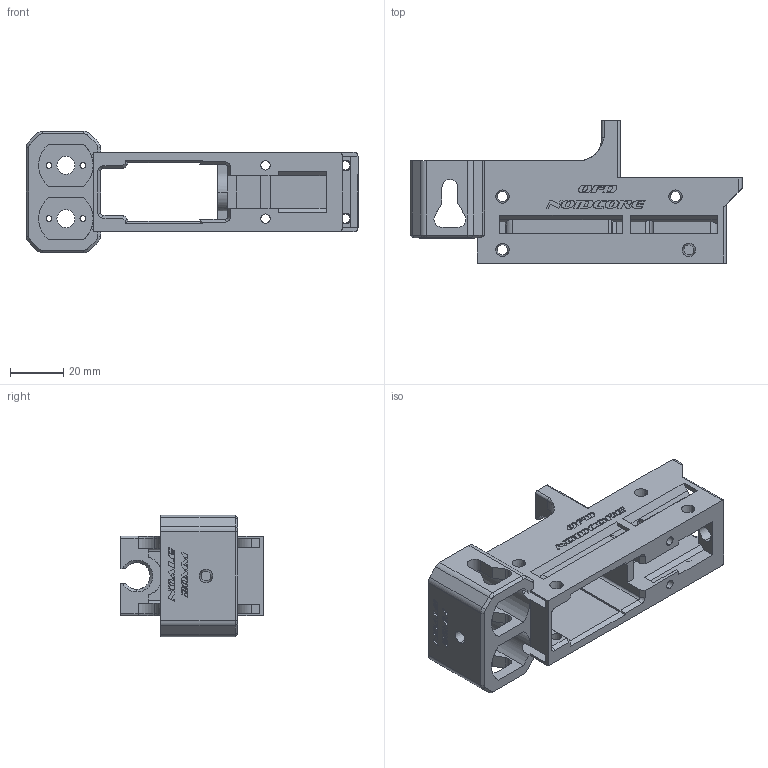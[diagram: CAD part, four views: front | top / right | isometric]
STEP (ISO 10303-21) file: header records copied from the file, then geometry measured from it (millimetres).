
FILE_DESCRIPTION (( 'STEP AP214' ), '1' );
FILE_NAME ('OFD_NOIDCORE_STRAIGHT_NGALE_20MM_V1.STEP', '2023-03-21T18:13:31', ( '' ), ( '' ), 'SwSTEP 2.0', 'SolidWorks 2020', '' );
FILE_SCHEMA (( 'AUTOMOTIVE_DESIGN' ));
Length unit declared in the file: millimetre
Products named in the file (1): OFD_NOIDCORE_STRAIGHT_NGALE_20MM_V1
Bounding box: 124.75 x 53.5 x 45.7 mm (x, y, z)
Volume: 55389.7 mm3; surface area: 33341.3 mm2
Topology: 1 solids, 1 shells, 926 faces, 2612 edges, 1712 vertices
Faces by surface type: plane 473, bspline 297, cylinder 91, cone 61, torus 4
Entity records: 39266 total; most frequent: CARTESIAN_POINT 16884, ORIENTED_EDGE 5224, DIRECTION 3471, EDGE_CURVE 2612, VERTEX_POINT 1712, LINE 1675, VECTOR 1675, EDGE_LOOP 1012
